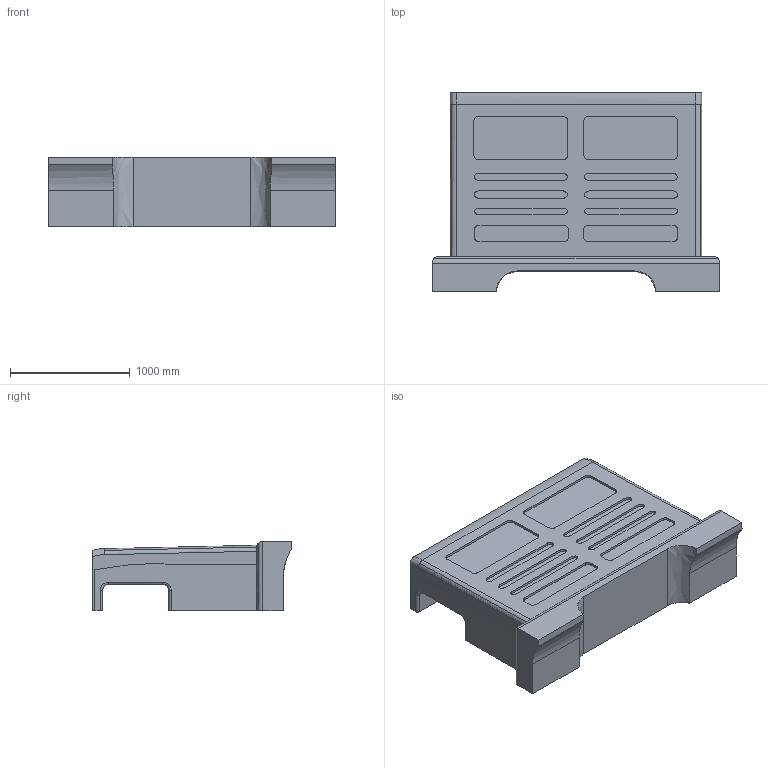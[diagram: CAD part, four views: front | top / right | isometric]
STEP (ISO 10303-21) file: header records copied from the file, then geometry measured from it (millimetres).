
FILE_DESCRIPTION (( 'STEP AP203' ), '1' );
FILE_NAME ('M5 - Model_004_merkez_3-1.IGS_Default_sldprt.STEP', '2023-01-17T11:23:14', ( '' ), ( '' ), 'SwSTEP 2.0', 'SolidWorks 2019', '' );
FILE_SCHEMA (( 'CONFIG_CONTROL_DESIGN' ));
Length unit declared in the file: millimetre
Products named in the file (1): M5 - Model_004_merkez_3-1.IGS_Default_sldprt
Bounding box: 2400 x 1665.61 x 583 mm (x, y, z)
Volume: 1505464492.1 mm3; surface area: 11980217.5 mm2
Topology: 1 solids, 1 shells, 128 faces, 340 edges, 224 vertices
Faces by surface type: bspline 128
Entity records: 9030 total; most frequent: CARTESIAN_POINT 6930, ORIENTED_EDGE 680, EDGE_CURVE 340, B_SPLINE_CURVE_WITH_KNOTS 308, VERTEX_POINT 224, EDGE_LOOP 138, ADVANCED_FACE 128, FACE_OUTER_BOUND 128
